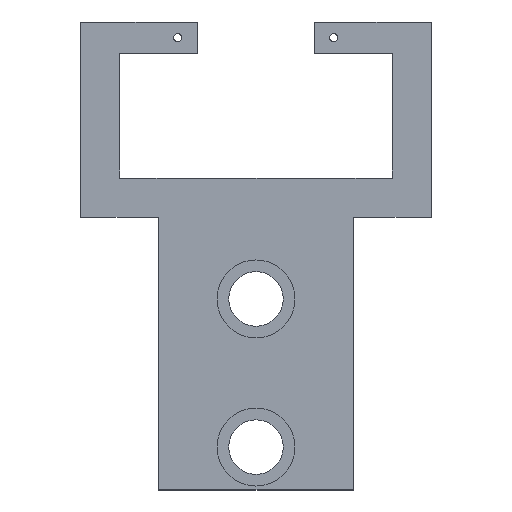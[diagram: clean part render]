
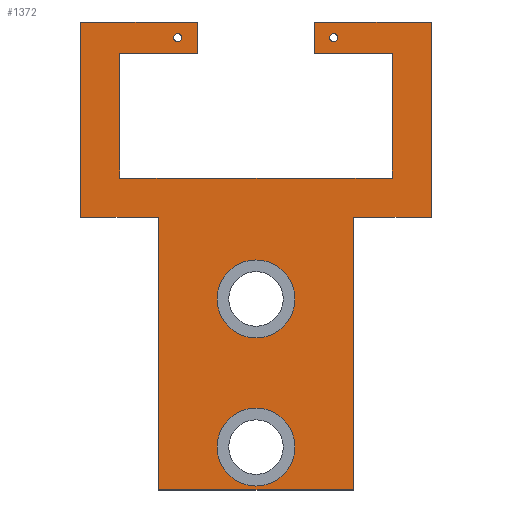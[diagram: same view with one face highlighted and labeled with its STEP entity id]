
A CAD part, top view. The second image highlights one B-rep face of the part: STEP entity #1372.
In plain terms, the highlighted planar face has unit normal (0, 0, 1).
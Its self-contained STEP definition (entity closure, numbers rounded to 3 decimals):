
#25=FACE_BOUND('',#211,.T.);
#26=FACE_BOUND('',#212,.T.);
#27=FACE_BOUND('',#213,.T.);
#28=FACE_BOUND('',#214,.T.);
#54=PLANE('',#1465);
#132=FACE_OUTER_BOUND('',#210,.T.);
#210=EDGE_LOOP('',(#1239,#1240,#1241,#1242,#1243,#1244,#1245,#1246,#1247,
#1248,#1249,#1250,#1251,#1252,#1253,#1254,#1255,#1256));
#211=EDGE_LOOP('',(#1257));
#212=EDGE_LOOP('',(#1258));
#213=EDGE_LOOP('',(#1259));
#214=EDGE_LOOP('',(#1260));
#301=CIRCLE('',#1420,0.524);
#303=CIRCLE('',#1425,0.524);
#311=CIRCLE('',#1444,5.);
#312=CIRCLE('',#1446,5.);
#382=LINE('',#5542,#486);
#384=LINE('',#5546,#488);
#386=LINE('',#5550,#490);
#388=LINE('',#5554,#492);
#390=LINE('',#5558,#494);
#392=LINE('',#5562,#496);
#394=LINE('',#5566,#498);
#396=LINE('',#5570,#500);
#398=LINE('',#5574,#502);
#400=LINE('',#5578,#504);
#402=LINE('',#5582,#506);
#404=LINE('',#5586,#508);
#406=LINE('',#5590,#510);
#408=LINE('',#5594,#512);
#410=LINE('',#5598,#514);
#412=LINE('',#5602,#516);
#414=LINE('',#5606,#518);
#416=LINE('',#5609,#520);
#486=VECTOR('',#1684,10.);
#488=VECTOR('',#1688,10.);
#490=VECTOR('',#1692,10.);
#492=VECTOR('',#1696,10.);
#494=VECTOR('',#1700,10.);
#496=VECTOR('',#1704,10.);
#498=VECTOR('',#1708,10.);
#500=VECTOR('',#1712,10.);
#502=VECTOR('',#1716,10.);
#504=VECTOR('',#1720,10.);
#506=VECTOR('',#1724,10.);
#508=VECTOR('',#1728,10.);
#510=VECTOR('',#1732,10.);
#512=VECTOR('',#1736,10.);
#514=VECTOR('',#1740,10.);
#516=VECTOR('',#1744,10.);
#518=VECTOR('',#1748,10.);
#520=VECTOR('',#1752,10.);
#597=VERTEX_POINT('',#4237);
#600=VERTEX_POINT('',#5060);
#635=VERTEX_POINT('',#5531);
#636=VERTEX_POINT('',#5535);
#637=VERTEX_POINT('',#5539);
#638=VERTEX_POINT('',#5541);
#639=VERTEX_POINT('',#5545);
#640=VERTEX_POINT('',#5549);
#641=VERTEX_POINT('',#5553);
#642=VERTEX_POINT('',#5557);
#643=VERTEX_POINT('',#5561);
#644=VERTEX_POINT('',#5565);
#645=VERTEX_POINT('',#5569);
#646=VERTEX_POINT('',#5573);
#647=VERTEX_POINT('',#5577);
#648=VERTEX_POINT('',#5581);
#649=VERTEX_POINT('',#5585);
#650=VERTEX_POINT('',#5589);
#651=VERTEX_POINT('',#5593);
#652=VERTEX_POINT('',#5597);
#653=VERTEX_POINT('',#5601);
#654=VERTEX_POINT('',#5605);
#760=EDGE_CURVE('',#597,#597,#301,.T.);
#772=EDGE_CURVE('',#600,#600,#303,.T.);
#817=EDGE_CURVE('',#635,#635,#311,.T.);
#819=EDGE_CURVE('',#636,#636,#312,.T.);
#822=EDGE_CURVE('',#638,#637,#382,.T.);
#824=EDGE_CURVE('',#639,#638,#384,.T.);
#826=EDGE_CURVE('',#640,#639,#386,.T.);
#828=EDGE_CURVE('',#641,#640,#388,.T.);
#830=EDGE_CURVE('',#642,#641,#390,.T.);
#832=EDGE_CURVE('',#643,#642,#392,.T.);
#834=EDGE_CURVE('',#644,#643,#394,.T.);
#836=EDGE_CURVE('',#645,#644,#396,.T.);
#838=EDGE_CURVE('',#646,#645,#398,.T.);
#840=EDGE_CURVE('',#647,#646,#400,.T.);
#842=EDGE_CURVE('',#648,#647,#402,.T.);
#844=EDGE_CURVE('',#649,#648,#404,.T.);
#846=EDGE_CURVE('',#650,#649,#406,.T.);
#848=EDGE_CURVE('',#651,#650,#408,.T.);
#850=EDGE_CURVE('',#652,#651,#410,.T.);
#852=EDGE_CURVE('',#653,#652,#412,.T.);
#854=EDGE_CURVE('',#654,#653,#414,.T.);
#856=EDGE_CURVE('',#637,#654,#416,.T.);
#1239=ORIENTED_EDGE('',*,*,#856,.T.);
#1240=ORIENTED_EDGE('',*,*,#854,.T.);
#1241=ORIENTED_EDGE('',*,*,#852,.T.);
#1242=ORIENTED_EDGE('',*,*,#850,.T.);
#1243=ORIENTED_EDGE('',*,*,#848,.T.);
#1244=ORIENTED_EDGE('',*,*,#846,.T.);
#1245=ORIENTED_EDGE('',*,*,#844,.T.);
#1246=ORIENTED_EDGE('',*,*,#842,.T.);
#1247=ORIENTED_EDGE('',*,*,#840,.T.);
#1248=ORIENTED_EDGE('',*,*,#838,.T.);
#1249=ORIENTED_EDGE('',*,*,#836,.T.);
#1250=ORIENTED_EDGE('',*,*,#834,.T.);
#1251=ORIENTED_EDGE('',*,*,#832,.T.);
#1252=ORIENTED_EDGE('',*,*,#830,.T.);
#1253=ORIENTED_EDGE('',*,*,#828,.T.);
#1254=ORIENTED_EDGE('',*,*,#826,.T.);
#1255=ORIENTED_EDGE('',*,*,#824,.T.);
#1256=ORIENTED_EDGE('',*,*,#822,.T.);
#1257=ORIENTED_EDGE('',*,*,#760,.T.);
#1258=ORIENTED_EDGE('',*,*,#772,.T.);
#1259=ORIENTED_EDGE('',*,*,#819,.T.);
#1260=ORIENTED_EDGE('',*,*,#817,.T.);
#1372=ADVANCED_FACE('',(#132,#25,#26,#27,#28),#54,.T.);
#1420=AXIS2_PLACEMENT_3D('',#4238,#1591,#1592);
#1425=AXIS2_PLACEMENT_3D('',#5061,#1602,#1603);
#1444=AXIS2_PLACEMENT_3D('',#5532,#1673,#1674);
#1446=AXIS2_PLACEMENT_3D('',#5536,#1678,#1679);
#1465=AXIS2_PLACEMENT_3D('',#5610,#1753,#1754);
#1591=DIRECTION('center_axis',(0.,0.,-1.));
#1592=DIRECTION('ref_axis',(-1.,0.,0.));
#1602=DIRECTION('center_axis',(0.,0.,-1.));
#1603=DIRECTION('ref_axis',(-1.,0.,0.));
#1673=DIRECTION('center_axis',(0.,0.,-1.));
#1674=DIRECTION('ref_axis',(1.,0.,0.));
#1678=DIRECTION('center_axis',(0.,0.,-1.));
#1679=DIRECTION('ref_axis',(1.,0.,0.));
#1684=DIRECTION('',(0.,1.,0.));
#1688=DIRECTION('',(1.,0.,0.));
#1692=DIRECTION('',(0.,1.,0.));
#1696=DIRECTION('',(1.,0.,0.));
#1700=DIRECTION('',(0.,-1.,0.));
#1704=DIRECTION('',(1.,0.,0.));
#1708=DIRECTION('',(0.,-1.,0.));
#1712=DIRECTION('',(-1.,0.,0.));
#1716=DIRECTION('',(0.,1.,0.));
#1720=DIRECTION('',(1.,0.,0.));
#1724=DIRECTION('',(0.,1.,0.));
#1728=DIRECTION('',(-1.,0.,0.));
#1732=DIRECTION('',(-1.,0.,0.));
#1736=DIRECTION('',(-1.,0.,0.));
#1740=DIRECTION('',(0.,-1.,0.));
#1744=DIRECTION('',(1.,0.,0.));
#1748=DIRECTION('',(0.,-1.,0.));
#1752=DIRECTION('',(-1.,0.,0.));
#1753=DIRECTION('center_axis',(0.,0.,1.));
#1754=DIRECTION('ref_axis',(1.,0.,0.));
#4237=CARTESIAN_POINT('',(22.984,57.984,1.5));
#4238=CARTESIAN_POINT('Origin',(22.46,57.984,1.5));
#5060=CARTESIAN_POINT('',(2.984,57.984,1.5));
#5061=CARTESIAN_POINT('Origin',(2.46,57.984,1.5));
#5531=CARTESIAN_POINT('',(7.5,24.5,1.5));
#5532=CARTESIAN_POINT('Origin',(12.5,24.5,1.5));
#5535=CARTESIAN_POINT('',(7.5,5.5,1.5));
#5536=CARTESIAN_POINT('Origin',(12.5,5.5,1.5));
#5539=CARTESIAN_POINT('',(35.,60.,1.5));
#5541=CARTESIAN_POINT('',(35.,35.,1.5));
#5542=CARTESIAN_POINT('',(35.,60.,1.5));
#5545=CARTESIAN_POINT('',(25.,35.,1.5));
#5546=CARTESIAN_POINT('',(35.,35.,1.5));
#5549=CARTESIAN_POINT('',(25.,0.,1.5));
#5550=CARTESIAN_POINT('',(25.,35.,1.5));
#5553=CARTESIAN_POINT('',(0.,0.,1.5));
#5554=CARTESIAN_POINT('',(25.,0.,1.5));
#5557=CARTESIAN_POINT('',(0.,35.,1.5));
#5558=CARTESIAN_POINT('',(0.,0.,1.5));
#5561=CARTESIAN_POINT('',(-10.,35.,1.5));
#5562=CARTESIAN_POINT('',(-10.,35.,1.5));
#5565=CARTESIAN_POINT('',(-10.,60.011,1.5));
#5566=CARTESIAN_POINT('',(-10.,60.011,1.5));
#5569=CARTESIAN_POINT('',(5.,60.011,1.5));
#5570=CARTESIAN_POINT('',(0.,60.011,1.5));
#5573=CARTESIAN_POINT('',(5.,56.,1.5));
#5574=CARTESIAN_POINT('',(5.,56.,1.5));
#5577=CARTESIAN_POINT('',(-5.,56.,1.5));
#5578=CARTESIAN_POINT('',(0.,56.,1.5));
#5581=CARTESIAN_POINT('',(-5.,40.,1.5));
#5582=CARTESIAN_POINT('',(-5.,56.,1.5));
#5585=CARTESIAN_POINT('',(5.,40.,1.5));
#5586=CARTESIAN_POINT('',(-5.,40.,1.5));
#5589=CARTESIAN_POINT('',(20.,40.,1.5));
#5590=CARTESIAN_POINT('',(20.,40.,1.5));
#5593=CARTESIAN_POINT('',(30.,40.,1.5));
#5594=CARTESIAN_POINT('',(30.,40.,1.5));
#5597=CARTESIAN_POINT('',(30.,56.,1.5));
#5598=CARTESIAN_POINT('',(30.,56.,1.5));
#5601=CARTESIAN_POINT('',(20.,56.,1.5));
#5602=CARTESIAN_POINT('',(20.,56.,1.5));
#5605=CARTESIAN_POINT('',(20.,60.,1.5));
#5606=CARTESIAN_POINT('',(20.,60.,1.5));
#5609=CARTESIAN_POINT('',(25.,60.,1.5));
#5610=CARTESIAN_POINT('Origin',(12.5,30.006,1.5));
